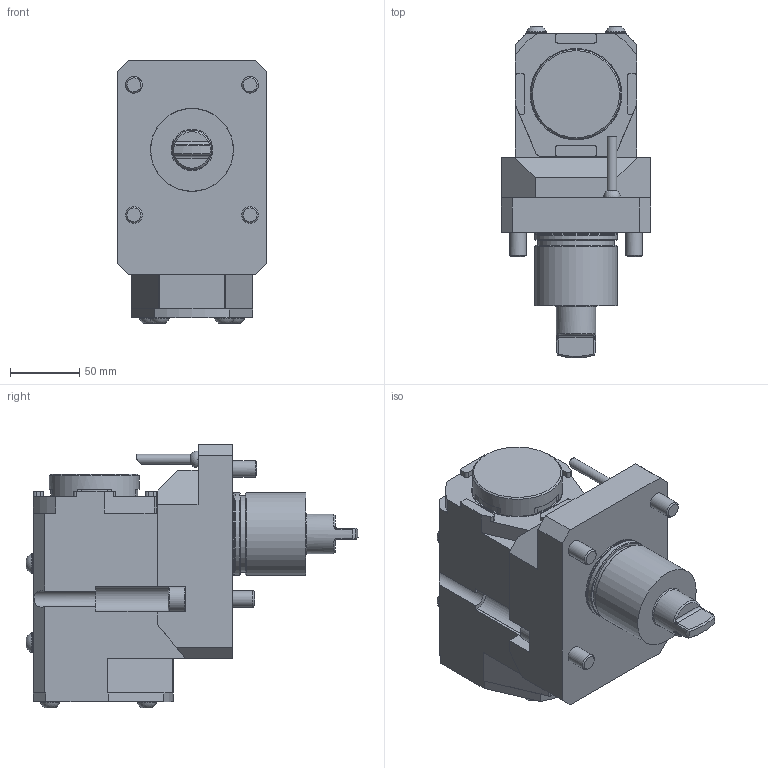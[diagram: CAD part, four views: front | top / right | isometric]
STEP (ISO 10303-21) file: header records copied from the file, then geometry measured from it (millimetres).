
FILE_DESCRIPTION (( 'STEP AP214' ), '1' );
FILE_NAME ('RRPPAH40I321UNL.STEP', '2025-11-05T08:45:13', ( '' ), ( '' ), 'SwSTEP 2.0', 'SolidWorks 2023', '' );
FILE_SCHEMA (( 'AUTOMOTIVE_DESIGN' ));
Length unit declared in the file: millimetre
Products named in the file (1): RRPPAH40I321UNL
Bounding box: 108 x 240.1 x 190.9 mm (x, y, z)
Volume: 2169837.5 mm3; surface area: 136446.4 mm2
Topology: 1 solids, 1 shells, 682 faces, 1730 edges, 1129 vertices
Faces by surface type: plane 477, cylinder 92, bspline 70, cone 24, torus 10, sphere 9
Full cylindrical faces by diameter (mm): 1.7 x1, 2.1 x1, 6.366 x1, 7 x1, 8 x4, 12 x5, 12.5 x1, 14 x8, 18 x2, 28.5 x1, 55.2 x1, 59.5 x1, 59.8 x1, 59.9 x1, 65 x1
Entity records: 27469 total; most frequent: CARTESIAN_POINT 8465, ORIENTED_EDGE 3270, DIRECTION 2970, EDGE_CURVE 1635, VECTOR 1182, LINE 1182, VERTEX_POINT 1095, AXIS2_PLACEMENT_3D 894
